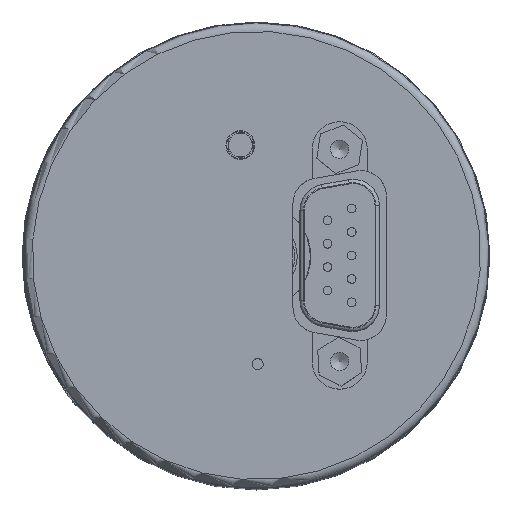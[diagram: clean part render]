
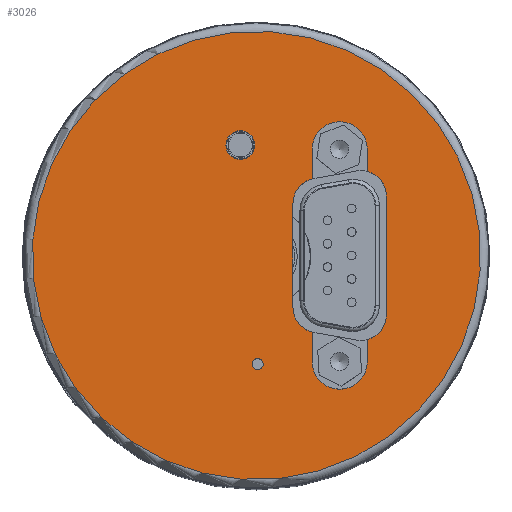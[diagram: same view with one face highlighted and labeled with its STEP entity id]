
A CAD part, top view. The second image highlights one B-rep face of the part: STEP entity #3026.
In plain terms, the highlighted planar face has unit normal (0, 0, 1).
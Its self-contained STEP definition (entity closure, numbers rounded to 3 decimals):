
#164=LINE($,#4859,#318);
#225=LINE($,#5153,#379);
#236=LINE($,#5199,#390);
#239=LINE($,#5203,#393);
#240=LINE($,#5205,#394);
#243=LINE($,#5209,#397);
#318=VECTOR($,#3797,14.);
#379=VECTOR($,#4022,12.237);
#390=VECTOR($,#4071,3.477);
#393=VECTOR($,#4076,2.595);
#394=VECTOR($,#4079,2.595);
#397=VECTOR($,#4084,3.477);
#497=PLANE($,#3368);
#594=FACE_BOUND($,#985,.T.);
#595=FACE_BOUND($,#986,.T.);
#596=FACE_BOUND($,#987,.T.);
#597=FACE_BOUND($,#988,.T.);
#985=EDGE_LOOP($,(#2396,#2397,#2398,#2399,#2400,#2401,#2402,#2403,#2404,
#2405,#2406,#2407));
#986=EDGE_LOOP($,(#2408));
#987=EDGE_LOOP($,(#2409));
#988=EDGE_LOOP($,(#2410));
#1158=CIRCLE($,#3256,3.);
#1162=CIRCLE($,#3262,3.);
#1191=CIRCLE($,#3339,26.4);
#1193=CIRCLE($,#3344,3.);
#1196=CIRCLE($,#3348,0.65);
#1199=CIRCLE($,#3352,3.);
#1201=CIRCLE($,#3355,3.25);
#1202=CIRCLE($,#3357,3.25);
#1205=CIRCLE($,#3366,1.7);
#1386=VERTEX_POINT($,#4847);
#1387=VERTEX_POINT($,#4849);
#1390=VERTEX_POINT($,#4857);
#1394=VERTEX_POINT($,#4867);
#1457=VERTEX_POINT($,#5144);
#1460=VERTEX_POINT($,#5150);
#1461=VERTEX_POINT($,#5152);
#1464=VERTEX_POINT($,#5163);
#1467=VERTEX_POINT($,#5171);
#1469=VERTEX_POINT($,#5177);
#1471=VERTEX_POINT($,#5182);
#1473=VERTEX_POINT($,#5186);
#1474=VERTEX_POINT($,#5190);
#1476=VERTEX_POINT($,#5193);
#1479=VERTEX_POINT($,#5214);
#1677=EDGE_CURVE($,#1387,#1386,#1158,.T.);
#1682=EDGE_CURVE($,#1386,#1390,#164,.T.);
#1687=EDGE_CURVE($,#1390,#1394,#1162,.T.);
#1780=EDGE_CURVE($,#1457,#1457,#1191,.T.);
#1783=EDGE_CURVE($,#1461,#1460,#225,.T.);
#1789=EDGE_CURVE($,#1464,#1461,#1193,.T.);
#1793=EDGE_CURVE($,#1467,#1467,#1196,.T.);
#1797=EDGE_CURVE($,#1460,#1469,#1199,.T.);
#1801=EDGE_CURVE($,#1471,#1473,#1201,.T.);
#1803=EDGE_CURVE($,#1476,#1474,#1202,.T.);
#1806=EDGE_CURVE($,#1473,#1464,#236,.T.);
#1809=EDGE_CURVE($,#1394,#1471,#239,.T.);
#1810=EDGE_CURVE($,#1474,#1387,#240,.T.);
#1813=EDGE_CURVE($,#1469,#1476,#243,.T.);
#1815=EDGE_CURVE($,#1479,#1479,#1205,.T.);
#2396=ORIENTED_EDGE($,*,*,#1809,.T.);
#2397=ORIENTED_EDGE($,*,*,#1801,.T.);
#2398=ORIENTED_EDGE($,*,*,#1806,.T.);
#2399=ORIENTED_EDGE($,*,*,#1789,.T.);
#2400=ORIENTED_EDGE($,*,*,#1783,.T.);
#2401=ORIENTED_EDGE($,*,*,#1797,.T.);
#2402=ORIENTED_EDGE($,*,*,#1813,.T.);
#2403=ORIENTED_EDGE($,*,*,#1803,.T.);
#2404=ORIENTED_EDGE($,*,*,#1810,.T.);
#2405=ORIENTED_EDGE($,*,*,#1677,.T.);
#2406=ORIENTED_EDGE($,*,*,#1682,.T.);
#2407=ORIENTED_EDGE($,*,*,#1687,.T.);
#2408=ORIENTED_EDGE($,*,*,#1815,.T.);
#2409=ORIENTED_EDGE($,*,*,#1793,.T.);
#2410=ORIENTED_EDGE($,*,*,#1780,.F.);
#3026=ADVANCED_FACE($,(#594,#595,#596,#597),#497,.T.);
#3256=AXIS2_PLACEMENT_3D($,#4850,#3788,#3789);
#3262=AXIS2_PLACEMENT_3D($,#4869,#3806,#3807);
#3339=AXIS2_PLACEMENT_3D($,#5145,#4016,#4017);
#3344=AXIS2_PLACEMENT_3D($,#5164,#4033,#4034);
#3348=AXIS2_PLACEMENT_3D($,#5172,#4042,#4043);
#3352=AXIS2_PLACEMENT_3D($,#5179,#4051,#4052);
#3355=AXIS2_PLACEMENT_3D($,#5188,#4059,#4060);
#3357=AXIS2_PLACEMENT_3D($,#5194,#4064,#4065);
#3366=AXIS2_PLACEMENT_3D($,#5215,#4091,#4092);
#3368=AXIS2_PLACEMENT_3D($,#5218,#4095,#4096);
#3788=DIRECTION('center_axis',(0.,0.,
-1.));
#3789=DIRECTION('ref_axis',(1.,0.,0.));
#3797=DIRECTION($,(0.,-1.,0.));
#3806=DIRECTION('center_axis',(0.,0.,
-1.));
#3807=DIRECTION('ref_axis',(-0.174,-0.985,0.));
#4016=DIRECTION('center_axis',(0.,0.,
-1.));
#4017=DIRECTION('ref_axis',(0.,-1.,0.));
#4022=DIRECTION($,(0.,1.,0.));
#4033=DIRECTION('center_axis',(0.,0.,
-1.));
#4034=DIRECTION('ref_axis',(-1.,0.,0.));
#4042=DIRECTION('center_axis',(0.,0.,
-1.));
#4043=DIRECTION('ref_axis',(0.,1.,0.));
#4051=DIRECTION('center_axis',(0.,0.,
-1.));
#4052=DIRECTION('ref_axis',(-0.174,0.985,0.));
#4059=DIRECTION('center_axis',(0.,0.,
-1.));
#4060=DIRECTION('ref_axis',(0.,1.,0.));
#4064=DIRECTION('center_axis',(0.,0.,
-1.));
#4065=DIRECTION('ref_axis',(0.,1.,0.));
#4071=DIRECTION($,(0.,1.,0.));
#4076=DIRECTION($,(0.,-1.,0.));
#4079=DIRECTION($,(0.,-1.,0.));
#4084=DIRECTION($,(0.,1.,0.));
#4091=DIRECTION('center_axis',(0.,0.,
-1.));
#4092=DIRECTION('ref_axis',(0.,-1.,0.));
#4095=DIRECTION('center_axis',(0.,0.,
1.));
#4096=DIRECTION('ref_axis',(-1.,0.,0.));
#4847=CARTESIAN_POINT('',(15.3,7.,98.7));
#4849=CARTESIAN_POINT('',(13.05,9.905,98.7));
#4850=CARTESIAN_POINT('Origin',(12.3,7.,98.7));
#4857=CARTESIAN_POINT('',(15.3,-7.,98.7));
#4859=CARTESIAN_POINT($,(15.3,10.35,98.7));
#4867=CARTESIAN_POINT('',(13.05,-9.905,98.7));
#4869=CARTESIAN_POINT('Origin',(12.3,-7.,98.7));
#5144=CARTESIAN_POINT('',(-25.622,6.361,98.7));
#5145=CARTESIAN_POINT('Origin',(0.,0.,
98.7));
#5150=CARTESIAN_POINT('',(4.3,6.118,98.7));
#5152=CARTESIAN_POINT('',(4.3,-6.118,98.7));
#5153=CARTESIAN_POINT($,(4.3,3.791,98.7));
#5163=CARTESIAN_POINT('',(6.55,-9.023,98.7));
#5164=CARTESIAN_POINT('Origin',(7.3,-6.118,98.7));
#5171=CARTESIAN_POINT('',(0.15,-13.45,98.7));
#5172=CARTESIAN_POINT('Origin',(0.15,-12.8,98.7));
#5177=CARTESIAN_POINT('',(6.55,9.023,98.7));
#5179=CARTESIAN_POINT('Origin',(7.3,6.118,98.7));
#5182=CARTESIAN_POINT('',(13.05,-12.5,98.7));
#5186=CARTESIAN_POINT('',(6.55,-12.5,98.7));
#5188=CARTESIAN_POINT('Origin',(9.8,-12.5,98.7));
#5190=CARTESIAN_POINT('',(13.05,12.5,98.7));
#5193=CARTESIAN_POINT('',(6.55,12.5,98.7));
#5194=CARTESIAN_POINT('Origin',(9.8,12.5,98.7));
#5199=CARTESIAN_POINT($,(6.55,0.6,98.7));
#5203=CARTESIAN_POINT($,(13.05,13.1,98.7));
#5205=CARTESIAN_POINT($,(13.05,13.1,98.7));
#5209=CARTESIAN_POINT($,(6.55,0.6,98.7));
#5214=CARTESIAN_POINT('',(-1.895,11.3,98.7));
#5215=CARTESIAN_POINT('Origin',(-1.895,13.,98.7));
#5218=CARTESIAN_POINT('Origin',(0.,13.7,98.7));
